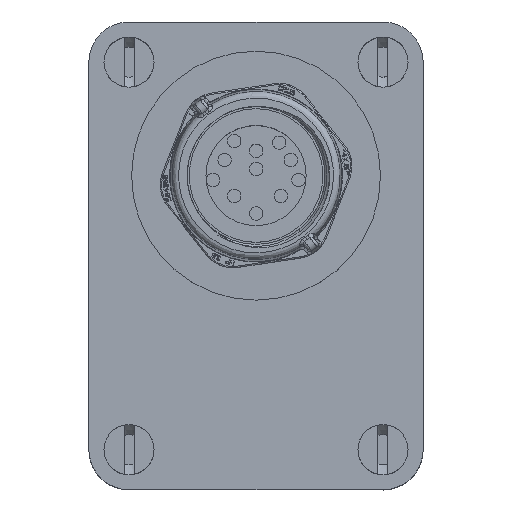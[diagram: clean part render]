
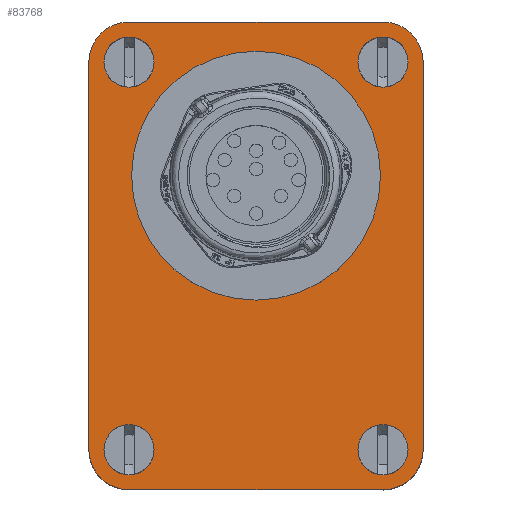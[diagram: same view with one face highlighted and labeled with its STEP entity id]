
A CAD part, top view. The second image highlights one B-rep face of the part: STEP entity #83768.
In plain terms, the highlighted planar face has unit normal (0, 0, 1).
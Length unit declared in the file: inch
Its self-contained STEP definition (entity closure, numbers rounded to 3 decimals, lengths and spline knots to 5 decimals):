
#472 = DIRECTION ( 'NONE',  ( 1., 0., 0. ) ) ;
#1851 = DIRECTION ( 'NONE',  ( 0., 0., -1. ) ) ;
#2122 = ORIENTED_EDGE ( 'NONE', *, *, #38257, .F. ) ;
#2488 = EDGE_CURVE ( 'NONE', #102580, #115012, #16172, .T. ) ;
#4040 = CIRCLE ( 'NONE', #88901, 0.14764 ) ;
#5477 = DIRECTION ( 'NONE',  ( 0., 0., 1. ) ) ;
#7042 = CARTESIAN_POINT ( 'NONE',  ( 0.98475, 1.45679, 0.9216 ) ) ;
#9037 = AXIS2_PLACEMENT_3D ( 'NONE', #113724, #5477, #41017 ) ;
#9560 = FACE_OUTER_BOUND ( 'NONE', #100612, .T. ) ;
#9583 = DIRECTION ( 'NONE',  ( 1., 0., 0. ) ) ;
#9957 = EDGE_CURVE ( 'NONE', #89165, #89165, #86012, .T. ) ;
#10528 = AXIS2_PLACEMENT_3D ( 'NONE', #27507, #53919, #45096 ) ;
#11340 = VERTEX_POINT ( 'NONE', #98981 ) ;
#11983 = PLANE ( 'NONE',  #102330 ) ;
#12989 = DIRECTION ( 'NONE',  ( 1., 0., 0. ) ) ;
#14041 = CARTESIAN_POINT ( 'NONE',  ( 0.236, 0.236, 0.9216 ) ) ;
#16172 = CIRCLE ( 'NONE', #112671, 0.425 ) ;
#16181 = VECTOR ( 'NONE', #103005, 39.37008 ) ;
#16778 = CIRCLE ( 'NONE', #9037, 0.14764 ) ;
#18164 = FACE_BOUND ( 'NONE', #118577, .T. ) ;
#21046 = CARTESIAN_POINT ( 'NONE',  ( 1.08107, 1.43655, 0.9216 ) ) ;
#21369 = CARTESIAN_POINT ( 'NONE',  ( 1.969, 2.52, 0.9216 ) ) ;
#22237 = VECTOR ( 'NONE', #64417, 39.37008 ) ;
#22562 = VERTEX_POINT ( 'NONE', #82108 ) ;
#24056 = DIRECTION ( 'NONE',  ( 0., 0., -1. ) ) ;
#26018 = DIRECTION ( 'NONE',  ( 1., 0., 0. ) ) ;
#27507 = CARTESIAN_POINT ( 'NONE',  ( 1.733, 2.52, 0.9216 ) ) ;
#29774 = EDGE_CURVE ( 'NONE', #61486, #61486, #69922, .T. ) ;
#31606 = EDGE_CURVE ( 'NONE', #86800, #45765, #66229, .T. ) ;
#34069 = EDGE_LOOP ( 'NONE', ( #41155 ) ) ;
#34463 = EDGE_CURVE ( 'NONE', #22562, #22562, #16778, .T. ) ;
#36802 = CARTESIAN_POINT ( 'NONE',  ( 0.98475, 1.85049, 0.9216 ) ) ;
#37875 = CARTESIAN_POINT ( 'NONE',  ( 1.733, 2.756, 0.9216 ) ) ;
#38216 = CARTESIAN_POINT ( 'NONE',  ( 0.236, 2.52, 0.9216 ) ) ;
#38257 = EDGE_CURVE ( 'NONE', #70270, #43775, #83643, .T. ) ;
#38416 = CARTESIAN_POINT ( 'NONE',  ( 0., 1.378, 0.9216 ) ) ;
#38436 = ORIENTED_EDGE ( 'NONE', *, *, #98544, .F. ) ;
#38490 = CARTESIAN_POINT ( 'NONE',  ( 0.236, 2.756, 0.9216 ) ) ;
#39180 = ORIENTED_EDGE ( 'NONE', *, *, #9957, .F. ) ;
#40132 = CARTESIAN_POINT ( 'NONE',  ( 0.23647, 0.23627, 0.9216 ) ) ;
#41017 = DIRECTION ( 'NONE',  ( 1., 0., 0. ) ) ;
#41155 = ORIENTED_EDGE ( 'NONE', *, *, #29774, .F. ) ;
#41163 = DIRECTION ( 'NONE',  ( -1., 0., 0. ) ) ;
#41229 = EDGE_LOOP ( 'NONE', ( #42705 ) ) ;
#42448 = FACE_BOUND ( 'NONE', #41229, .T. ) ;
#42705 = ORIENTED_EDGE ( 'NONE', *, *, #34463, .F. ) ;
#43235 = CARTESIAN_POINT ( 'NONE',  ( 0.23647, 2.51973, 0.9216 ) ) ;
#43775 = VERTEX_POINT ( 'NONE', #52105 ) ;
#43945 = AXIS2_PLACEMENT_3D ( 'NONE', #14041, #51208, #41163 ) ;
#44343 = ORIENTED_EDGE ( 'NONE', *, *, #54138, .F. ) ;
#45096 = DIRECTION ( 'NONE',  ( -1., 0., 0. ) ) ;
#45765 = VERTEX_POINT ( 'NONE', #37875 ) ;
#45901 = AXIS2_PLACEMENT_3D ( 'NONE', #38216, #1851, #103690 ) ;
#46445 = DIRECTION ( 'NONE',  ( 0., 0., 1. ) ) ;
#50152 = CARTESIAN_POINT ( 'NONE',  ( 0., 2.52, 0.9216 ) ) ;
#50371 = VERTEX_POINT ( 'NONE', #89752 ) ;
#51208 = DIRECTION ( 'NONE',  ( 0., 0., -1. ) ) ;
#51594 = EDGE_LOOP ( 'NONE', ( #75552, #93070 ) ) ;
#52105 = CARTESIAN_POINT ( 'NONE',  ( 1.969, 0.236, 0.9216 ) ) ;
#53919 = DIRECTION ( 'NONE',  ( 0., 0., -1. ) ) ;
#54138 = EDGE_CURVE ( 'NONE', #80756, #11340, #70285, .T. ) ;
#55564 = EDGE_CURVE ( 'NONE', #45765, #70270, #79438, .T. ) ;
#57041 = EDGE_CURVE ( 'NONE', #105449, #86800, #115771, .T. ) ;
#57634 = AXIS2_PLACEMENT_3D ( 'NONE', #7042, #72520, #116912 ) ;
#59735 = VERTEX_POINT ( 'NONE', #73583 ) ;
#60983 = CARTESIAN_POINT ( 'NONE',  ( 0.38411, 0.23627, 0.9216 ) ) ;
#61486 = VERTEX_POINT ( 'NONE', #72943 ) ;
#61597 = ORIENTED_EDGE ( 'NONE', *, *, #101156, .F. ) ;
#62568 = AXIS2_PLACEMENT_3D ( 'NONE', #83851, #84255, #9583 ) ;
#64417 = DIRECTION ( 'NONE',  ( 0., 1., 0. ) ) ;
#66229 = LINE ( 'NONE', #84655, #16181 ) ;
#68242 = CARTESIAN_POINT ( 'NONE',  ( 0.9845, 1.378, 0.9216 ) ) ;
#69230 = CARTESIAN_POINT ( 'NONE',  ( 1.733, 0.236, 0.9216 ) ) ;
#69922 = CIRCLE ( 'NONE', #62568, 0.14764 ) ;
#70270 = VERTEX_POINT ( 'NONE', #21369 ) ;
#70285 = CIRCLE ( 'NONE', #43945, 0.236 ) ;
#70480 = EDGE_CURVE ( 'NONE', #43775, #59735, #99737, .T. ) ;
#70530 = ORIENTED_EDGE ( 'NONE', *, *, #55564, .F. ) ;
#71491 = LINE ( 'NONE', #89634, #91500 ) ;
#72520 = DIRECTION ( 'NONE',  ( 0., 0., 1. ) ) ;
#72943 = CARTESIAN_POINT ( 'NONE',  ( 1.88017, 2.51973, 0.9216 ) ) ;
#73583 = CARTESIAN_POINT ( 'NONE',  ( 1.733, 0., 0.9216 ) ) ;
#74442 = EDGE_CURVE ( 'NONE', #115012, #102580, #111961, .T. ) ;
#75552 = ORIENTED_EDGE ( 'NONE', *, *, #2488, .F. ) ;
#75914 = DIRECTION ( 'NONE',  ( -1., 0., 0. ) ) ;
#77932 = VECTOR ( 'NONE', #118131, 39.37008 ) ;
#79292 = CARTESIAN_POINT ( 'NONE',  ( 0.88843, 1.43655, 0.9216 ) ) ;
#79438 = CIRCLE ( 'NONE', #10528, 0.236 ) ;
#80756 = VERTEX_POINT ( 'NONE', #103700 ) ;
#81397 = ORIENTED_EDGE ( 'NONE', *, *, #57041, .F. ) ;
#82108 = CARTESIAN_POINT ( 'NONE',  ( 1.88017, 0.23627, 0.9216 ) ) ;
#83643 = LINE ( 'NONE', #117752, #77932 ) ;
#83768 = ADVANCED_FACE ( 'NONE', ( #115364, #111077, #42448, #18164, #118218, #9560 ), #11983, .F. ) ;
#83851 = CARTESIAN_POINT ( 'NONE',  ( 1.73253, 2.51973, 0.9216 ) ) ;
#84255 = DIRECTION ( 'NONE',  ( 0., 0., 1. ) ) ;
#84655 = CARTESIAN_POINT ( 'NONE',  ( 0.9845, 2.756, 0.9216 ) ) ;
#86012 = CIRCLE ( 'NONE', #109871, 0.14764 ) ;
#86100 = EDGE_CURVE ( 'NONE', #50371, #50371, #4040, .T. ) ;
#86628 = DIRECTION ( 'NONE',  ( 0., 0., -1. ) ) ;
#86800 = VERTEX_POINT ( 'NONE', #38490 ) ;
#88901 = AXIS2_PLACEMENT_3D ( 'NONE', #43235, #116337, #26018 ) ;
#89165 = VERTEX_POINT ( 'NONE', #60983 ) ;
#89634 = CARTESIAN_POINT ( 'NONE',  ( 0.9845, 0., 0.9216 ) ) ;
#89752 = CARTESIAN_POINT ( 'NONE',  ( 0.38411, 2.51973, 0.9216 ) ) ;
#91500 = VECTOR ( 'NONE', #108365, 39.37008 ) ;
#93070 = ORIENTED_EDGE ( 'NONE', *, *, #74442, .F. ) ;
#95883 = ORIENTED_EDGE ( 'NONE', *, *, #31606, .F. ) ;
#96786 = DIRECTION ( 'NONE',  ( -1., 0., 0. ) ) ;
#98544 = EDGE_CURVE ( 'NONE', #11340, #105449, #100851, .T. ) ;
#98981 = CARTESIAN_POINT ( 'NONE',  ( 0., 0.236, 0.9216 ) ) ;
#99737 = CIRCLE ( 'NONE', #106018, 0.236 ) ;
#100612 = EDGE_LOOP ( 'NONE', ( #61597, #100722, #2122, #70530, #95883, #81397, #38436, #44343 ) ) ;
#100722 = ORIENTED_EDGE ( 'NONE', *, *, #70480, .F. ) ;
#100851 = LINE ( 'NONE', #38416, #22237 ) ;
#101156 = EDGE_CURVE ( 'NONE', #59735, #80756, #71491, .T. ) ;
#102330 = AXIS2_PLACEMENT_3D ( 'NONE', #68242, #86628, #75914 ) ;
#102580 = VERTEX_POINT ( 'NONE', #21046 ) ;
#103005 = DIRECTION ( 'NONE',  ( 1., 0., 0. ) ) ;
#103302 = ORIENTED_EDGE ( 'NONE', *, *, #86100, .F. ) ;
#103690 = DIRECTION ( 'NONE',  ( -1., 0., 0. ) ) ;
#103700 = CARTESIAN_POINT ( 'NONE',  ( 0.236, 0., 0.9216 ) ) ;
#104035 = DIRECTION ( 'NONE',  ( 0., 0., 1. ) ) ;
#105449 = VERTEX_POINT ( 'NONE', #50152 ) ;
#106018 = AXIS2_PLACEMENT_3D ( 'NONE', #69230, #24056, #96786 ) ;
#108365 = DIRECTION ( 'NONE',  ( -1., 0., 0. ) ) ;
#109871 = AXIS2_PLACEMENT_3D ( 'NONE', #40132, #104035, #12989 ) ;
#110002 = EDGE_LOOP ( 'NONE', ( #103302 ) ) ;
#111077 = FACE_BOUND ( 'NONE', #34069, .T. ) ;
#111961 = CIRCLE ( 'NONE', #57634, 0.09843 ) ;
#112671 = AXIS2_PLACEMENT_3D ( 'NONE', #36802, #46445, #472 ) ;
#113724 = CARTESIAN_POINT ( 'NONE',  ( 1.73253, 0.23627, 0.9216 ) ) ;
#115012 = VERTEX_POINT ( 'NONE', #79292 ) ;
#115364 = FACE_BOUND ( 'NONE', #110002, .T. ) ;
#115771 = CIRCLE ( 'NONE', #45901, 0.236 ) ;
#116337 = DIRECTION ( 'NONE',  ( 0., 0., 1. ) ) ;
#116912 = DIRECTION ( 'NONE',  ( 1., 0., 0. ) ) ;
#117752 = CARTESIAN_POINT ( 'NONE',  ( 1.969, 1.378, 0.9216 ) ) ;
#118131 = DIRECTION ( 'NONE',  ( 0., -1., 0. ) ) ;
#118218 = FACE_BOUND ( 'NONE', #51594, .T. ) ;
#118577 = EDGE_LOOP ( 'NONE', ( #39180 ) ) ;
